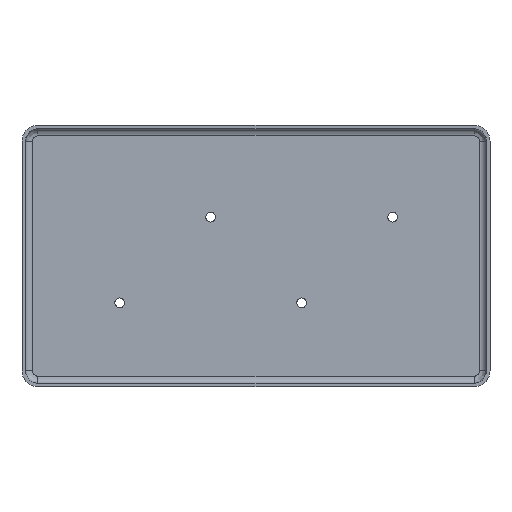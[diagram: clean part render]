
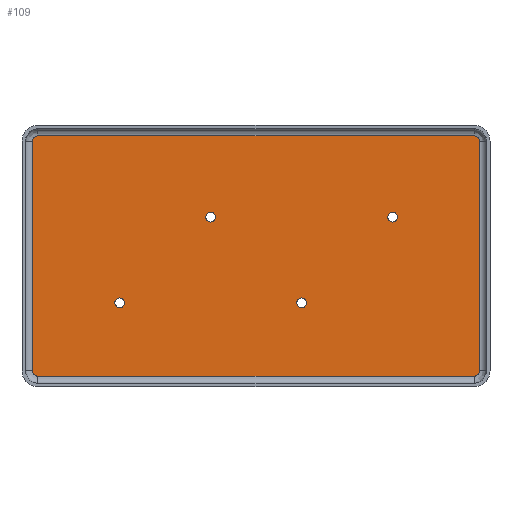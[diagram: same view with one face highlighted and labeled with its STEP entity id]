
A CAD part, top view. The second image highlights one B-rep face of the part: STEP entity #109.
In plain terms, the highlighted planar face has unit normal (0, 0, 1).
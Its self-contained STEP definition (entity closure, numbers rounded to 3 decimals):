
#109 = ADVANCED_FACE( '', ( #189, #190, #191, #192, #193 ), #194, .F. );
#189 = FACE_BOUND( '', #456, .T. );
#190 = FACE_BOUND( '', #457, .T. );
#191 = FACE_BOUND( '', #458, .T. );
#192 = FACE_BOUND( '', #459, .T. );
#193 = FACE_OUTER_BOUND( '', #460, .T. );
#194 = PLANE( '', #461 );
#456 = EDGE_LOOP( '', ( #705 ) );
#457 = EDGE_LOOP( '', ( #706 ) );
#458 = EDGE_LOOP( '', ( #707 ) );
#459 = EDGE_LOOP( '', ( #708 ) );
#460 = EDGE_LOOP( '', ( #709, #710, #711, #712, #713, #714, #715, #716 ) );
#461 = AXIS2_PLACEMENT_3D( '', #717, #718, #719 );
#705 = ORIENTED_EDGE( '', *, *, #827, .T. );
#706 = ORIENTED_EDGE( '', *, *, #828, .T. );
#707 = ORIENTED_EDGE( '', *, *, #829, .T. );
#708 = ORIENTED_EDGE( '', *, *, #807, .T. );
#709 = ORIENTED_EDGE( '', *, *, #809, .F. );
#710 = ORIENTED_EDGE( '', *, *, #815, .F. );
#711 = ORIENTED_EDGE( '', *, *, #820, .F. );
#712 = ORIENTED_EDGE( '', *, *, #822, .F. );
#713 = ORIENTED_EDGE( '', *, *, #818, .F. );
#714 = ORIENTED_EDGE( '', *, *, #813, .F. );
#715 = ORIENTED_EDGE( '', *, *, #765, .F. );
#716 = ORIENTED_EDGE( '', *, *, #771, .F. );
#717 = CARTESIAN_POINT( '', ( 0., 0., -19.5 ) );
#718 = DIRECTION( '', ( 0., 0., -1. ) );
#719 = DIRECTION( '', ( -1., 0., 0. ) );
#765 = EDGE_CURVE( '', #875, #871, #877, .T. );
#771 = EDGE_CURVE( '', #883, #875, #885, .T. );
#807 = EDGE_CURVE( '', #939, #939, #940, .T. );
#809 = EDGE_CURVE( '', #941, #883, #944, .F. );
#813 = EDGE_CURVE( '', #871, #946, #949, .T. );
#815 = EDGE_CURVE( '', #950, #941, #953, .T. );
#818 = EDGE_CURVE( '', #946, #955, #957, .T. );
#820 = EDGE_CURVE( '', #958, #950, #961, .F. );
#822 = EDGE_CURVE( '', #955, #958, #963, .T. );
#827 = EDGE_CURVE( '', #968, #968, #969, .T. );
#828 = EDGE_CURVE( '', #970, #970, #971, .T. );
#829 = EDGE_CURVE( '', #972, #972, #973, .T. );
#871 = VERTEX_POINT( '', #1023 );
#875 = VERTEX_POINT( '', #1028 );
#877 = LINE( '', #1030, #1031 );
#883 = VERTEX_POINT( '', #1040 );
#885 = CIRCLE( '', #1042, 3. );
#939 = VERTEX_POINT( '', #1115 );
#940 = CIRCLE( '', #1116, 2.75 );
#941 = VERTEX_POINT( '', #1117 );
#944 = LINE( '', #1120, #1121 );
#946 = VERTEX_POINT( '', #1124 );
#949 = CIRCLE( '', #1127, 3. );
#950 = VERTEX_POINT( '', #1128 );
#953 = CIRCLE( '', #1131, 3. );
#955 = VERTEX_POINT( '', #1133 );
#957 = LINE( '', #1135, #1136 );
#958 = VERTEX_POINT( '', #1137 );
#961 = LINE( '', #1140, #1141 );
#963 = CIRCLE( '', #1144, 3. );
#968 = VERTEX_POINT( '', #1152 );
#969 = CIRCLE( '', #1153, 2.75 );
#970 = VERTEX_POINT( '', #1154 );
#971 = CIRCLE( '', #1155, 2.75 );
#972 = VERTEX_POINT( '', #1156 );
#973 = CIRCLE( '', #1157, 2.75 );
#1023 = CARTESIAN_POINT( '', ( -123.5, -68., -19.5 ) );
#1028 = CARTESIAN_POINT( '', ( 123.5, -68., -19.5 ) );
#1030 = CARTESIAN_POINT( '', ( 0., -68., -19.5 ) );
#1031 = VECTOR( '', #1209, 1000. );
#1040 = CARTESIAN_POINT( '', ( 126.5, -65., -19.5 ) );
#1042 = AXIS2_PLACEMENT_3D( '', #1219, #1220, #1221 );
#1115 = CARTESIAN_POINT( '', ( 28.59, -26.5, -19.5 ) );
#1116 = AXIS2_PLACEMENT_3D( '', #1289, #1290, #1291 );
#1117 = CARTESIAN_POINT( '', ( 126.5, 65., -19.5 ) );
#1120 = CARTESIAN_POINT( '', ( 126.5, 0., -19.5 ) );
#1121 = VECTOR( '', #1295, 1000. );
#1124 = CARTESIAN_POINT( '', ( -126.5, -65., -19.5 ) );
#1127 = AXIS2_PLACEMENT_3D( '', #1303, #1304, #1305 );
#1128 = CARTESIAN_POINT( '', ( 123.5, 68., -19.5 ) );
#1131 = AXIS2_PLACEMENT_3D( '', #1309, #1310, #1311 );
#1133 = CARTESIAN_POINT( '', ( -126.5, 65., -19.5 ) );
#1135 = CARTESIAN_POINT( '', ( -126.5, 0., -19.5 ) );
#1136 = VECTOR( '', #1318, 1000. );
#1137 = CARTESIAN_POINT( '', ( -123.5, 68., -19.5 ) );
#1140 = CARTESIAN_POINT( '', ( 0., 68., -19.5 ) );
#1141 = VECTOR( '', #1322, 1000. );
#1144 = AXIS2_PLACEMENT_3D( '', #1324, #1325, #1326 );
#1152 = CARTESIAN_POINT( '', ( -22.91, 22., -19.5 ) );
#1153 = AXIS2_PLACEMENT_3D( '', #1333, #1334, #1335 );
#1154 = CARTESIAN_POINT( '', ( 80.09, 22., -19.5 ) );
#1155 = AXIS2_PLACEMENT_3D( '', #1336, #1337, #1338 );
#1156 = CARTESIAN_POINT( '', ( -74.41, -26.5, -19.5 ) );
#1157 = AXIS2_PLACEMENT_3D( '', #1339, #1340, #1341 );
#1209 = DIRECTION( '', ( -1., 0., 0. ) );
#1219 = CARTESIAN_POINT( '', ( 123.5, -65., -19.5 ) );
#1220 = DIRECTION( '', ( 0., 0., -1. ) );
#1221 = DIRECTION( '', ( -1., 0., 0. ) );
#1289 = CARTESIAN_POINT( '', ( 25.84, -26.5, -19.5 ) );
#1290 = DIRECTION( '', ( 0., 0., -1. ) );
#1291 = DIRECTION( '', ( 1., 0., 0. ) );
#1295 = DIRECTION( '', ( 0., 1., 0. ) );
#1303 = CARTESIAN_POINT( '', ( -123.5, -65., -19.5 ) );
#1304 = DIRECTION( '', ( 0., 0., -1. ) );
#1305 = DIRECTION( '', ( -1., 0., 0. ) );
#1309 = CARTESIAN_POINT( '', ( 123.5, 65., -19.5 ) );
#1310 = DIRECTION( '', ( 0., 0., -1. ) );
#1311 = DIRECTION( '', ( -1., 0., 0. ) );
#1318 = DIRECTION( '', ( 0., 1., 0. ) );
#1322 = DIRECTION( '', ( -1., 0., 0. ) );
#1324 = CARTESIAN_POINT( '', ( -123.5, 65., -19.5 ) );
#1325 = DIRECTION( '', ( 0., 0., -1. ) );
#1326 = DIRECTION( '', ( -1., 0., 0. ) );
#1333 = CARTESIAN_POINT( '', ( -25.66, 22., -19.5 ) );
#1334 = DIRECTION( '', ( 0., 0., -1. ) );
#1335 = DIRECTION( '', ( 1., 0., 0. ) );
#1336 = CARTESIAN_POINT( '', ( 77.34, 22., -19.5 ) );
#1337 = DIRECTION( '', ( 0., 0., -1. ) );
#1338 = DIRECTION( '', ( 1., 0., 0. ) );
#1339 = CARTESIAN_POINT( '', ( -77.16, -26.5, -19.5 ) );
#1340 = DIRECTION( '', ( 0., 0., -1. ) );
#1341 = DIRECTION( '', ( 1., 0., 0. ) );
